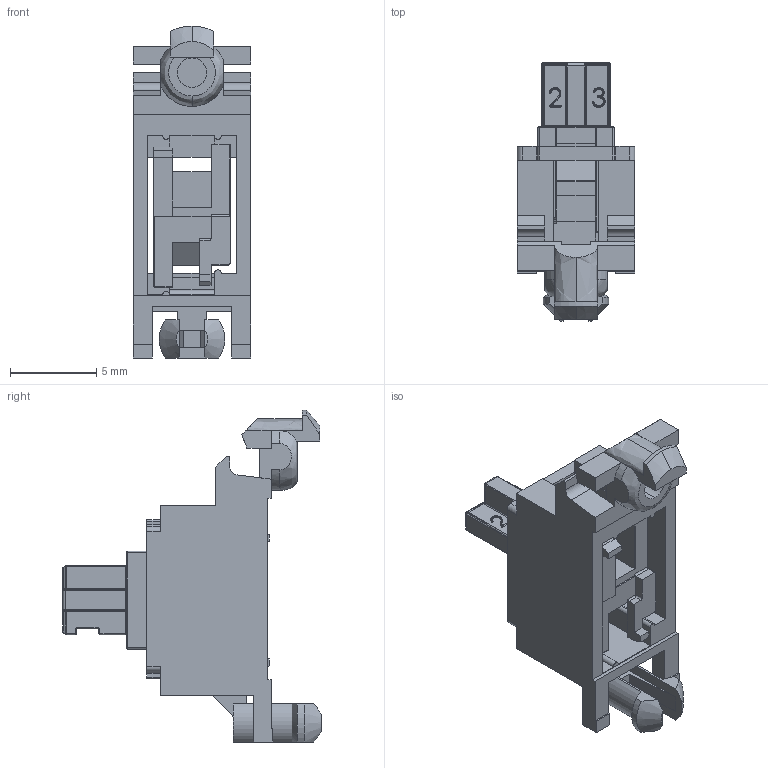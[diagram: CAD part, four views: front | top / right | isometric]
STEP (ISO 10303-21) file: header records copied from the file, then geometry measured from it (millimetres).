
FILE_DESCRIPTION (( 'STEP AP214' ), '1' );
FILE_NAME ('Cherry_MX_Stabilizer_KEYSW.STEP', '2020-07-26T22:58:20', ( '' ), ( '' ), 'SwSTEP 2.0', 'SolidWorks 2018', '' );
FILE_SCHEMA (( 'AUTOMOTIVE_DESIGN' ));
Length unit declared in the file: millimetre
Products named in the file (3): mx Stabilizer key 16828; mx Stabilizer base 16828; Cherry_MX_Stabilizer_KEYSW
Assembly tree (2 placements, depth 2):
  Cherry_MX_Stabilizer_KEYSW
    mx Stabilizer base 16828
    mx Stabilizer key 16828
Bounding box: 6.8 x 14.96 x 19.2 mm (x, y, z)
Volume: 421.4 mm3; surface area: 1081.8 mm2
Topology: 2 solids, 2 shells, 462 faces, 1233 edges, 747 vertices
Faces by surface type: plane 192, cylinder 169, torus 37, bspline 32, sphere 26, cone 6
Entity records: 16193 total; most frequent: CARTESIAN_POINT 5081, ORIENTED_EDGE 2406, DIRECTION 2209, EDGE_CURVE 1203, AXIS2_PLACEMENT_3D 755, VERTEX_POINT 745, LINE 699, VECTOR 699
